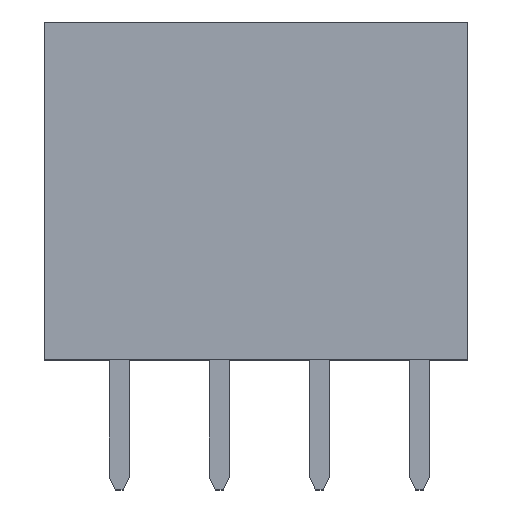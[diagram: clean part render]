
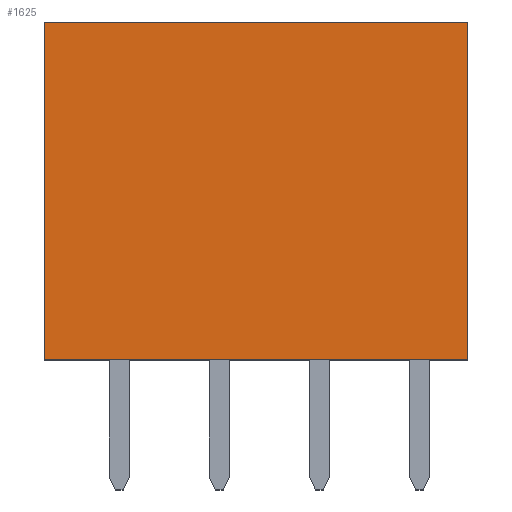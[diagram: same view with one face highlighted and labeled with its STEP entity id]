
A CAD part, top view. The second image highlights one B-rep face of the part: STEP entity #1625.
In plain terms, the highlighted planar face has unit normal (0, 0, 1).
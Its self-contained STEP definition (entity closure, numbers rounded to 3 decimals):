
#633 = DIRECTION ( 'NONE',  ( -1., 0., 0. ) ) ;
#718 = LINE ( 'NONE', #4616, #5902 ) ;
#865 = ORIENTED_EDGE ( 'NONE', *, *, #4478, .T. ) ;
#1036 = CARTESIAN_POINT ( 'NONE',  ( -2.24, 0., 1.238 ) ) ;
#1379 = CARTESIAN_POINT ( 'NONE',  ( 0., 0., 1.238 ) ) ;
#1625 = ADVANCED_FACE ( 'NONE', ( #5073 ), #6113, .T. ) ;
#1811 = LINE ( 'NONE', #2213, #2290 ) ;
#1894 = DIRECTION ( 'NONE',  ( 1., 0., 0. ) ) ;
#2131 = EDGE_LOOP ( 'NONE', ( #4598, #6591, #5373, #865 ) ) ;
#2178 = CARTESIAN_POINT ( 'NONE',  ( -13., 4.287, 1.238 ) ) ;
#2213 = CARTESIAN_POINT ( 'NONE',  ( 13., 4.287, 1.238 ) ) ;
#2290 = VECTOR ( 'NONE', #633, 1000. ) ;
#2612 = DIRECTION ( 'NONE',  ( 0., -1., 0. ) ) ;
#2645 = VERTEX_POINT ( 'NONE', #2178 ) ;
#2743 = DIRECTION ( 'NONE',  ( 1., 0., 0. ) ) ;
#3069 = DIRECTION ( 'NONE',  ( 0., -1., 0. ) ) ;
#3241 = CARTESIAN_POINT ( 'NONE',  ( 13., -4.287, 1.238 ) ) ;
#3956 = EDGE_CURVE ( 'NONE', #4572, #2645, #1811, .T. ) ;
#4449 = CARTESIAN_POINT ( 'NONE',  ( -13., -4.288, 1.238 ) ) ;
#4478 = EDGE_CURVE ( 'NONE', #5943, #5280, #5184, .T. ) ;
#4572 = VERTEX_POINT ( 'NONE', #4850 ) ;
#4598 = ORIENTED_EDGE ( 'NONE', *, *, #6285, .F. ) ;
#4616 = CARTESIAN_POINT ( 'NONE',  ( -13., -4.288, 1.238 ) ) ;
#4850 = CARTESIAN_POINT ( 'NONE',  ( -2.24, 4.287, 1.238 ) ) ;
#4937 = EDGE_CURVE ( 'NONE', #2645, #5943, #718, .T. ) ;
#5073 = FACE_OUTER_BOUND ( 'NONE', #2131, .T. ) ;
#5184 = LINE ( 'NONE', #3241, #5346 ) ;
#5280 = VERTEX_POINT ( 'NONE', #5406 ) ;
#5346 = VECTOR ( 'NONE', #2743, 1000. ) ;
#5373 = ORIENTED_EDGE ( 'NONE', *, *, #4937, .T. ) ;
#5406 = CARTESIAN_POINT ( 'NONE',  ( -2.24, -4.288, 1.238 ) ) ;
#5902 = VECTOR ( 'NONE', #3069, 1000. ) ;
#5943 = VERTEX_POINT ( 'NONE', #4449 ) ;
#6019 = DIRECTION ( 'NONE',  ( 0., 0., 1. ) ) ;
#6035 = LINE ( 'NONE', #1036, #6199 ) ;
#6113 = PLANE ( 'NONE',  #6466 ) ;
#6199 = VECTOR ( 'NONE', #2612, 1000. ) ;
#6285 = EDGE_CURVE ( 'NONE', #4572, #5280, #6035, .T. ) ;
#6466 = AXIS2_PLACEMENT_3D ( 'NONE', #1379, #6019, #1894 ) ;
#6591 = ORIENTED_EDGE ( 'NONE', *, *, #3956, .T. ) ;
